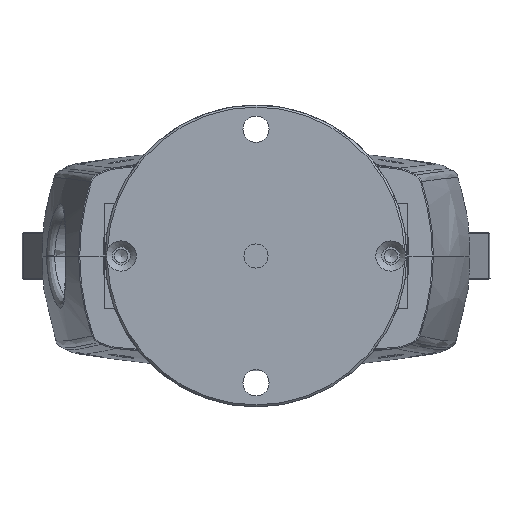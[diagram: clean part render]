
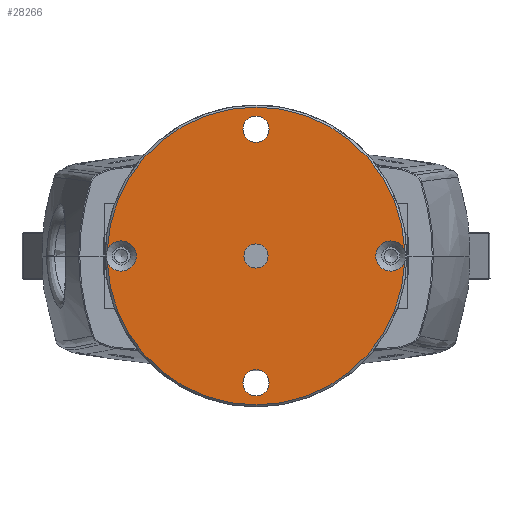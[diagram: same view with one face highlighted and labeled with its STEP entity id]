
A CAD part, front view. The second image highlights one B-rep face of the part: STEP entity #28266.
In plain terms, the highlighted planar face has unit normal (0, -1, 0).
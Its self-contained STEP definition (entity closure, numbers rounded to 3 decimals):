
#156 = CARTESIAN_POINT ( 'NONE',  ( 0., -41.498, -31.5 ) ) ;
#556 = EDGE_CURVE ( 'NONE', #31593, #31593, #20087, .T. ) ;
#640 = ORIENTED_EDGE ( 'NONE', *, *, #79838, .T. ) ;
#1247 = DIRECTION ( 'NONE',  ( 0., -1., 0. ) ) ;
#1413 = CIRCLE ( 'NONE', #42999, 3.25 ) ;
#2323 = VERTEX_POINT ( 'NONE', #38599 ) ;
#2439 = DIRECTION ( 'NONE',  ( -1., 0., 0. ) ) ;
#5244 = EDGE_LOOP ( 'NONE', ( #12183 ) ) ;
#7541 = FACE_BOUND ( 'NONE', #15132, .T. ) ;
#9101 = EDGE_CURVE ( 'NONE', #60618, #60618, #1413, .T. ) ;
#9312 = VERTEX_POINT ( 'NONE', #64413 ) ;
#12000 = EDGE_CURVE ( 'NONE', #2323, #9312, #44684, .T. ) ;
#12183 = ORIENTED_EDGE ( 'NONE', *, *, #9101, .T. ) ;
#12354 = DIRECTION ( 'NONE',  ( 0., -1., 0. ) ) ;
#14433 = AXIS2_PLACEMENT_3D ( 'NONE', #156, #78246, #49769 ) ;
#15132 = EDGE_LOOP ( 'NONE', ( #69302 ) ) ;
#17119 = DIRECTION ( 'NONE',  ( 0., 1., 0. ) ) ;
#17245 = CARTESIAN_POINT ( 'NONE',  ( 3.25, -41.498, -31.5 ) ) ;
#19000 = CARTESIAN_POINT ( 'NONE',  ( 36.973, -41.498, 1.415 ) ) ;
#19519 = CARTESIAN_POINT ( 'NONE',  ( -33.5, -41.498, 0. ) ) ;
#19573 = DIRECTION ( 'NONE',  ( -1., 0., 0. ) ) ;
#20087 = CIRCLE ( 'NONE', #20520, 3. ) ;
#20367 = EDGE_LOOP ( 'NONE', ( #640 ) ) ;
#20520 = AXIS2_PLACEMENT_3D ( 'NONE', #22359, #72287, #29795 ) ;
#22359 = CARTESIAN_POINT ( 'NONE',  ( 0., -41.498, 0. ) ) ;
#28266 = ADVANCED_FACE ( 'NONE', ( #42062, #80075, #36481, #7541 ), #91377, .T. ) ;
#28641 = AXIS2_PLACEMENT_3D ( 'NONE', #65837, #1247, #51756 ) ;
#29795 = DIRECTION ( 'NONE',  ( 1., 0., 0. ) ) ;
#30082 = CARTESIAN_POINT ( 'NONE',  ( 3.25, -41.498, 31.5 ) ) ;
#31593 = VERTEX_POINT ( 'NONE', #80076 ) ;
#32452 = DIRECTION ( 'NONE',  ( 1., 0., 0. ) ) ;
#34446 = DIRECTION ( 'NONE',  ( 1., 0., 0. ) ) ;
#34794 = CIRCLE ( 'NONE', #85907, 37. ) ;
#34905 = VERTEX_POINT ( 'NONE', #72791 ) ;
#36481 = FACE_BOUND ( 'NONE', #20367, .T. ) ;
#38599 = CARTESIAN_POINT ( 'NONE',  ( -36.973, -41.498, 1.415 ) ) ;
#40415 = CARTESIAN_POINT ( 'NONE',  ( 0., -41.498, 31.5 ) ) ;
#42062 = FACE_OUTER_BOUND ( 'NONE', #85838, .T. ) ;
#42999 = AXIS2_PLACEMENT_3D ( 'NONE', #40415, #68831, #34446 ) ;
#44576 = CARTESIAN_POINT ( 'NONE',  ( 33.5, -41.498, 0. ) ) ;
#44684 = CIRCLE ( 'NONE', #88045, 3.75 ) ;
#49769 = DIRECTION ( 'NONE',  ( 1., 0., 0. ) ) ;
#49781 = EDGE_CURVE ( 'NONE', #34905, #72757, #72308, .T. ) ;
#50354 = ORIENTED_EDGE ( 'NONE', *, *, #12000, .T. ) ;
#51756 = DIRECTION ( 'NONE',  ( 1., 0., 0. ) ) ;
#54111 = CIRCLE ( 'NONE', #14433, 3.25 ) ;
#55312 = DIRECTION ( 'NONE',  ( -1., 0., 0. ) ) ;
#60618 = VERTEX_POINT ( 'NONE', #30082 ) ;
#62522 = DIRECTION ( 'NONE',  ( 0., 1., 0. ) ) ;
#63172 = EDGE_CURVE ( 'NONE', #9312, #34905, #74772, .T. ) ;
#64413 = CARTESIAN_POINT ( 'NONE',  ( -36.973, -41.498, -1.415 ) ) ;
#65837 = CARTESIAN_POINT ( 'NONE',  ( 0., -41.498, 0. ) ) ;
#65841 = VERTEX_POINT ( 'NONE', #17245 ) ;
#66110 = ORIENTED_EDGE ( 'NONE', *, *, #49781, .T. ) ;
#67134 = CARTESIAN_POINT ( 'NONE',  ( 0., -41.498, 0. ) ) ;
#67742 = DIRECTION ( 'NONE',  ( 0., -1., 0. ) ) ;
#68831 = DIRECTION ( 'NONE',  ( 0., 1., 0. ) ) ;
#69302 = ORIENTED_EDGE ( 'NONE', *, *, #556, .T. ) ;
#71221 = AXIS2_PLACEMENT_3D ( 'NONE', #91689, #12354, #19573 ) ;
#71621 = ORIENTED_EDGE ( 'NONE', *, *, #83283, .T. ) ;
#72287 = DIRECTION ( 'NONE',  ( 0., 1., 0. ) ) ;
#72308 = CIRCLE ( 'NONE', #85529, 3.75 ) ;
#72757 = VERTEX_POINT ( 'NONE', #19000 ) ;
#72791 = CARTESIAN_POINT ( 'NONE',  ( 36.973, -41.498, -1.415 ) ) ;
#74772 = CIRCLE ( 'NONE', #28641, 37. ) ;
#78246 = DIRECTION ( 'NONE',  ( 0., 1., 0. ) ) ;
#78873 = ORIENTED_EDGE ( 'NONE', *, *, #63172, .T. ) ;
#79838 = EDGE_CURVE ( 'NONE', #65841, #65841, #54111, .T. ) ;
#80075 = FACE_BOUND ( 'NONE', #5244, .T. ) ;
#80076 = CARTESIAN_POINT ( 'NONE',  ( 3., -41.498, 0. ) ) ;
#83283 = EDGE_CURVE ( 'NONE', #72757, #2323, #34794, .T. ) ;
#85529 = AXIS2_PLACEMENT_3D ( 'NONE', #44576, #17119, #2439 ) ;
#85838 = EDGE_LOOP ( 'NONE', ( #66110, #71621, #50354, #78873 ) ) ;
#85907 = AXIS2_PLACEMENT_3D ( 'NONE', #67134, #67742, #32452 ) ;
#88045 = AXIS2_PLACEMENT_3D ( 'NONE', #19519, #62522, #55312 ) ;
#91377 = PLANE ( 'NONE',  #71221 ) ;
#91689 = CARTESIAN_POINT ( 'NONE',  ( 0., -41.498, 0. ) ) ;
